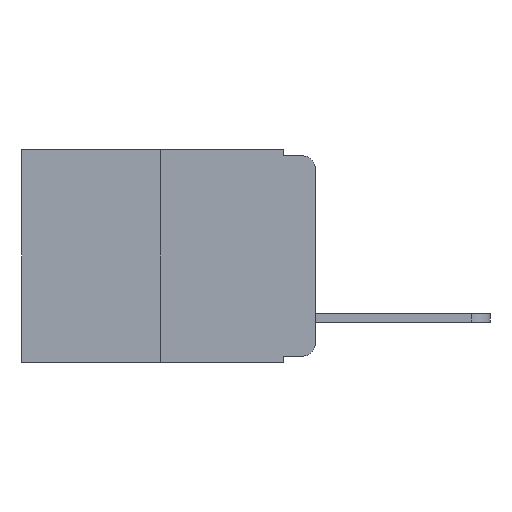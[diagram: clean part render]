
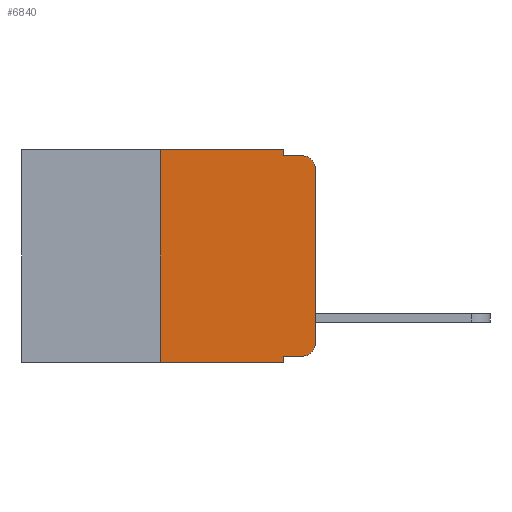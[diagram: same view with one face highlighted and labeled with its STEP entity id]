
A CAD part, left-side view. The second image highlights one B-rep face of the part: STEP entity #6840.
In plain terms, the highlighted planar face has unit normal (-1, 0, 0).
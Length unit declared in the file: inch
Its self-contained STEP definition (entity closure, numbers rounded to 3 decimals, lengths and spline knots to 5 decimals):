
#42 = CARTESIAN_POINT ( 'NONE',  ( 0., 0.051, 0. ) ) ;
#109 = ORIENTED_EDGE ( 'NONE', *, *, #8587, .T. ) ;
#247 = LINE ( 'NONE', #2367, #7758 ) ;
#366 = CARTESIAN_POINT ( 'NONE',  ( 0., 0.051, -0.01 ) ) ;
#469 = VERTEX_POINT ( 'NONE', #9093 ) ;
#544 = PLANE ( 'NONE',  #4624 ) ;
#843 = VERTEX_POINT ( 'NONE', #3785 ) ;
#998 = CARTESIAN_POINT ( 'NONE',  ( 0., 0.02, -0.03 ) ) ;
#1100 = VECTOR ( 'NONE', #3848, 39.37008 ) ;
#1307 = DIRECTION ( 'NONE',  ( 0., 0., -1. ) ) ;
#1360 = VECTOR ( 'NONE', #2684, 39.37008 ) ;
#1413 = CARTESIAN_POINT ( 'NONE',  ( 0., 0., -0.03 ) ) ;
#1742 = DIRECTION ( 'NONE',  ( 0., 0., -1. ) ) ;
#1787 = CARTESIAN_POINT ( 'NONE',  ( 0., 0.473, -0.343 ) ) ;
#1877 = CARTESIAN_POINT ( 'NONE',  ( 0., 0., 0. ) ) ;
#1965 = CARTESIAN_POINT ( 'NONE',  ( 0., 0.25, 0. ) ) ;
#1989 = EDGE_CURVE ( 'NONE', #8438, #469, #6449, .T. ) ;
#2058 = CARTESIAN_POINT ( 'NONE',  ( 0., 0.051, -0.333 ) ) ;
#2085 = VERTEX_POINT ( 'NONE', #2058 ) ;
#2196 = CARTESIAN_POINT ( 'NONE',  ( 0., 0.051, -0.333 ) ) ;
#2367 = CARTESIAN_POINT ( 'NONE',  ( 0., 0.051, 0. ) ) ;
#2551 = ORIENTED_EDGE ( 'NONE', *, *, #7803, .F. ) ;
#2580 = EDGE_CURVE ( 'NONE', #469, #4018, #3425, .T. ) ;
#2644 = VECTOR ( 'NONE', #8280, 39.37008 ) ;
#2684 = DIRECTION ( 'NONE',  ( 0., 0., 1. ) ) ;
#2693 = ORIENTED_EDGE ( 'NONE', *, *, #7620, .F. ) ;
#2707 = CIRCLE ( 'NONE', #7075, 0.02 ) ;
#2985 = CARTESIAN_POINT ( 'NONE',  ( 0., 0.051, 0. ) ) ;
#3075 = VECTOR ( 'NONE', #5769, 39.37008 ) ;
#3118 = CARTESIAN_POINT ( 'NONE',  ( 0., 0.473, 0. ) ) ;
#3122 = ORIENTED_EDGE ( 'NONE', *, *, #1989, .T. ) ;
#3258 = EDGE_CURVE ( 'NONE', #7079, #3602, #3519, .T. ) ;
#3425 = LINE ( 'NONE', #1877, #8945 ) ;
#3442 = DIRECTION ( 'NONE',  ( -1., 0., 0. ) ) ;
#3519 = LINE ( 'NONE', #1965, #1360 ) ;
#3602 = VERTEX_POINT ( 'NONE', #7447 ) ;
#3713 = DIRECTION ( 'NONE',  ( 0., 0., -1. ) ) ;
#3774 = CARTESIAN_POINT ( 'NONE',  ( 0., 0.25, -0.343 ) ) ;
#3785 = CARTESIAN_POINT ( 'NONE',  ( 0., 0.051, -0.343 ) ) ;
#3848 = DIRECTION ( 'NONE',  ( 0., -1., 0. ) ) ;
#4018 = VERTEX_POINT ( 'NONE', #1413 ) ;
#4109 = ORIENTED_EDGE ( 'NONE', *, *, #6316, .T. ) ;
#4181 = CARTESIAN_POINT ( 'NONE',  ( 0., 0.473, 0. ) ) ;
#4219 = VERTEX_POINT ( 'NONE', #366 ) ;
#4319 = FACE_OUTER_BOUND ( 'NONE', #8038, .T. ) ;
#4557 = DIRECTION ( 'NONE',  ( 0., 0., -1. ) ) ;
#4601 = VERTEX_POINT ( 'NONE', #2985 ) ;
#4624 = AXIS2_PLACEMENT_3D ( 'NONE', #4181, #5599, #1307 ) ;
#4681 = ORIENTED_EDGE ( 'NONE', *, *, #9195, .F. ) ;
#4695 = EDGE_CURVE ( 'NONE', #4601, #4219, #247, .T. ) ;
#4933 = LINE ( 'NONE', #3118, #1100 ) ;
#5194 = VECTOR ( 'NONE', #8748, 39.37008 ) ;
#5306 = LINE ( 'NONE', #8659, #8941 ) ;
#5453 = ORIENTED_EDGE ( 'NONE', *, *, #4695, .F. ) ;
#5480 = EDGE_CURVE ( 'NONE', #7079, #843, #6464, .T. ) ;
#5599 = DIRECTION ( 'NONE',  ( 1., 0., 0. ) ) ;
#5740 = CARTESIAN_POINT ( 'NONE',  ( 0., 0.02, -0.01 ) ) ;
#5769 = DIRECTION ( 'NONE',  ( 0., -1., 0. ) ) ;
#5785 = VERTEX_POINT ( 'NONE', #5740 ) ;
#5918 = AXIS2_PLACEMENT_3D ( 'NONE', #9279, #3442, #3713 ) ;
#6045 = DIRECTION ( 'NONE',  ( -1., 0., 0. ) ) ;
#6316 = EDGE_CURVE ( 'NONE', #2085, #8438, #7145, .T. ) ;
#6449 = CIRCLE ( 'NONE', #5918, 0.02 ) ;
#6464 = LINE ( 'NONE', #1787, #2644 ) ;
#6840 = ADVANCED_FACE ( 'NONE', ( #4319 ), #544, .F. ) ;
#7075 = AXIS2_PLACEMENT_3D ( 'NONE', #998, #6045, #1742 ) ;
#7079 = VERTEX_POINT ( 'NONE', #3774 ) ;
#7145 = LINE ( 'NONE', #2196, #3075 ) ;
#7234 = ORIENTED_EDGE ( 'NONE', *, *, #3258, .F. ) ;
#7447 = CARTESIAN_POINT ( 'NONE',  ( 0., 0.25, 0. ) ) ;
#7616 = ORIENTED_EDGE ( 'NONE', *, *, #2580, .T. ) ;
#7620 = EDGE_CURVE ( 'NONE', #4219, #5785, #5306, .T. ) ;
#7758 = VECTOR ( 'NONE', #4557, 39.37008 ) ;
#7803 = EDGE_CURVE ( 'NONE', #2085, #843, #9059, .T. ) ;
#7924 = DIRECTION ( 'NONE',  ( 0., -1., 0. ) ) ;
#8038 = EDGE_LOOP ( 'NONE', ( #7616, #109, #2693, #5453, #4681, #7234, #8202, #2551, #4109, #3122 ) ) ;
#8040 = CARTESIAN_POINT ( 'NONE',  ( 0., 0.02, -0.333 ) ) ;
#8202 = ORIENTED_EDGE ( 'NONE', *, *, #5480, .T. ) ;
#8280 = DIRECTION ( 'NONE',  ( 0., -1., 0. ) ) ;
#8395 = DIRECTION ( 'NONE',  ( 0., 0., 1. ) ) ;
#8438 = VERTEX_POINT ( 'NONE', #8040 ) ;
#8587 = EDGE_CURVE ( 'NONE', #4018, #5785, #2707, .T. ) ;
#8659 = CARTESIAN_POINT ( 'NONE',  ( 0., 0.051, -0.01 ) ) ;
#8748 = DIRECTION ( 'NONE',  ( 0., 0., -1. ) ) ;
#8941 = VECTOR ( 'NONE', #7924, 39.37008 ) ;
#8945 = VECTOR ( 'NONE', #8395, 39.37008 ) ;
#9059 = LINE ( 'NONE', #42, #5194 ) ;
#9093 = CARTESIAN_POINT ( 'NONE',  ( 0., 0., -0.313 ) ) ;
#9195 = EDGE_CURVE ( 'NONE', #3602, #4601, #4933, .T. ) ;
#9279 = CARTESIAN_POINT ( 'NONE',  ( 0., 0.02, -0.313 ) ) ;
